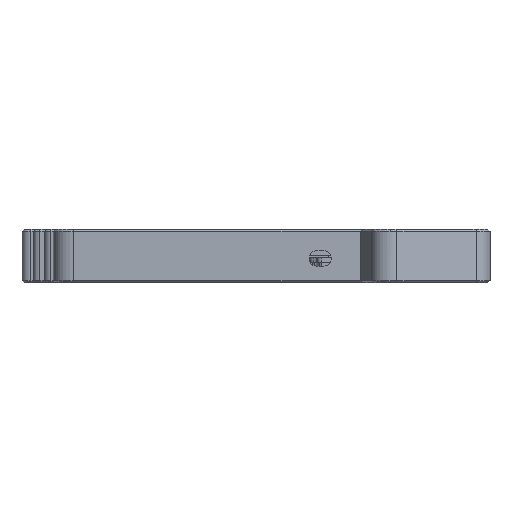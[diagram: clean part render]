
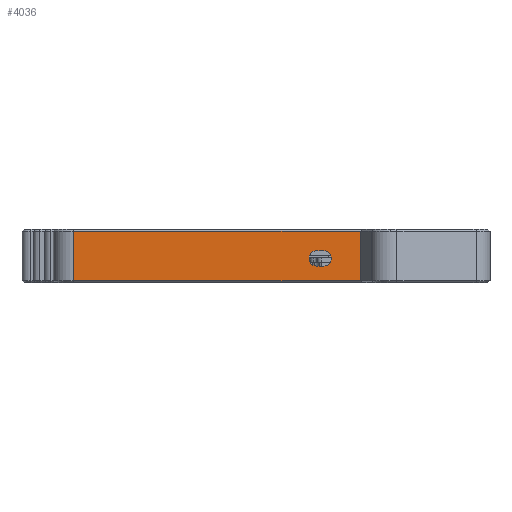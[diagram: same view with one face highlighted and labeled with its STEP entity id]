
A CAD part, left-side view. The second image highlights one B-rep face of the part: STEP entity #4036.
In plain terms, the highlighted planar face has unit normal (-1, 0, 0).
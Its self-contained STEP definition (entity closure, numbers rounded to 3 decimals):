
#1145=CARTESIAN_POINT('',(-57.72,-15.377,4.2));
#1146=VERTEX_POINT('',#1145);
#1147=CARTESIAN_POINT('',(-57.72,-13.837,4.2));
#1148=VERTEX_POINT('',#1147);
#1149=CARTESIAN_POINT('',(-57.72,-15.377,4.2));
#1150=DIRECTION('',(0.,1.,0.));
#1151=VECTOR('',#1150,1.54);
#1152=LINE('',#1149,#1151);
#1153=EDGE_CURVE('',#1146,#1148,#1152,.T.);
#2567=CARTESIAN_POINT('',(-57.72,-12.107,2.47));
#2568=VERTEX_POINT('',#2567);
#2575=CARTESIAN_POINT('',(-57.72,-12.107,2.467));
#2576=VERTEX_POINT('',#2575);
#2577=CARTESIAN_POINT('',(-57.72,-12.107,2.47));
#2578=DIRECTION('',(0.,0.,-1.));
#2579=VECTOR('',#2578,0.003);
#2580=LINE('',#2577,#2579);
#2581=EDGE_CURVE('',#2568,#2576,#2580,.T.);
#2597=CARTESIAN_POINT('',(-57.72,-17.107,2.467));
#2598=VERTEX_POINT('',#2597);
#2599=CARTESIAN_POINT('',(-57.72,-17.107,2.47));
#2600=VERTEX_POINT('',#2599);
#2601=CARTESIAN_POINT('',(-57.72,-17.107,2.467));
#2602=DIRECTION('',(-0.,0.,1.));
#2603=VECTOR('',#2602,0.003);
#2604=LINE('',#2601,#2603);
#2605=EDGE_CURVE('',#2598,#2600,#2604,.T.);
#3954=CARTESIAN_POINT('',(-57.72,43.248,16.));
#3955=DIRECTION('',(-1.,0.,-0.));
#3956=DIRECTION('',(-0.,-1.,0.));
#3957=AXIS2_PLACEMENT_3D('',#3954,#3955,#3956);
#3958=PLANE('',#3957);
#3959=ORIENTED_EDGE('',*,*,#2581,.F.);
#3960=CARTESIAN_POINT('',(-57.72,-13.837,2.47));
#3961=DIRECTION('',(1.,-0.,0.));
#3962=DIRECTION('',(-0.,-1.,0.));
#3963=AXIS2_PLACEMENT_3D('',#3960,#3961,#3962);
#3964=CIRCLE('',#3963,1.73);
#3965=EDGE_CURVE('',#2568,#1148,#3964,.T.);
#3966=ORIENTED_EDGE('',*,*,#3965,.T.);
#3967=ORIENTED_EDGE('',*,*,#1153,.F.);
#3968=CARTESIAN_POINT('',(-57.72,-15.377,2.47));
#3969=DIRECTION('',(1.,-0.,0.));
#3970=DIRECTION('',(-0.,-1.,0.));
#3971=AXIS2_PLACEMENT_3D('',#3968,#3969,#3970);
#3972=CIRCLE('',#3971,1.73);
#3973=EDGE_CURVE('',#1146,#2600,#3972,.T.);
#3974=ORIENTED_EDGE('',*,*,#3973,.T.);
#3975=ORIENTED_EDGE('',*,*,#2605,.F.);
#3976=CARTESIAN_POINT('',(-57.72,-15.377,0.737));
#3977=VERTEX_POINT('',#3976);
#3978=CARTESIAN_POINT('',(-57.72,-15.377,2.467));
#3979=DIRECTION('',(1.,-0.,0.));
#3980=DIRECTION('',(-0.,-1.,0.));
#3981=AXIS2_PLACEMENT_3D('',#3978,#3979,#3980);
#3982=CIRCLE('',#3981,1.73);
#3983=EDGE_CURVE('',#2598,#3977,#3982,.T.);
#3984=ORIENTED_EDGE('',*,*,#3983,.T.);
#3985=CARTESIAN_POINT('',(-57.72,-13.837,0.737));
#3986=VERTEX_POINT('',#3985);
#3987=CARTESIAN_POINT('',(-57.72,-13.837,0.737));
#3988=DIRECTION('',(-0.,-1.,0.));
#3989=VECTOR('',#3988,1.54);
#3990=LINE('',#3987,#3989);
#3991=EDGE_CURVE('',#3986,#3977,#3990,.T.);
#3992=ORIENTED_EDGE('',*,*,#3991,.F.);
#3993=CARTESIAN_POINT('',(-57.72,-13.837,2.467));
#3994=DIRECTION('',(1.,-0.,0.));
#3995=DIRECTION('',(-0.,-1.,0.));
#3996=AXIS2_PLACEMENT_3D('',#3993,#3994,#3995);
#3997=CIRCLE('',#3996,1.73);
#3998=EDGE_CURVE('',#3986,#2576,#3997,.T.);
#3999=ORIENTED_EDGE('',*,*,#3998,.T.);
#4000=EDGE_LOOP('',(#3959,#3966,#3967,#3974,#3975,#3984,#3992,#3999));
#4001=FACE_BOUND('',#4000,.T.);
#4002=CARTESIAN_POINT('',(-57.72,-23.573,8.5));
#4003=VERTEX_POINT('',#4002);
#4004=CARTESIAN_POINT('',(-57.72,-23.573,-2.5));
#4005=VERTEX_POINT('',#4004);
#4006=CARTESIAN_POINT('',(-57.72,-23.573,8.5));
#4007=DIRECTION('',(0.,-0.,-1.));
#4008=VECTOR('',#4007,11.);
#4009=LINE('',#4006,#4008);
#4010=EDGE_CURVE('',#4003,#4005,#4009,.T.);
#4011=ORIENTED_EDGE('',*,*,#4010,.F.);
#4012=CARTESIAN_POINT('',(-57.72,40.748,8.5));
#4013=VERTEX_POINT('',#4012);
#4014=CARTESIAN_POINT('',(-57.72,-23.573,8.5));
#4015=DIRECTION('',(0.,1.,0.));
#4016=VECTOR('',#4015,64.321);
#4017=LINE('',#4014,#4016);
#4018=EDGE_CURVE('',#4003,#4013,#4017,.T.);
#4019=ORIENTED_EDGE('',*,*,#4018,.T.);
#4020=CARTESIAN_POINT('',(-57.72,40.748,-2.5));
#4021=VERTEX_POINT('',#4020);
#4022=CARTESIAN_POINT('',(-57.72,40.748,8.5));
#4023=DIRECTION('',(0.,-0.,-1.));
#4024=VECTOR('',#4023,11.);
#4025=LINE('',#4022,#4024);
#4026=EDGE_CURVE('',#4013,#4021,#4025,.T.);
#4027=ORIENTED_EDGE('',*,*,#4026,.T.);
#4028=CARTESIAN_POINT('',(-57.72,40.748,-2.5));
#4029=DIRECTION('',(-0.,-1.,0.));
#4030=VECTOR('',#4029,64.321);
#4031=LINE('',#4028,#4030);
#4032=EDGE_CURVE('',#4021,#4005,#4031,.T.);
#4033=ORIENTED_EDGE('',*,*,#4032,.T.);
#4034=EDGE_LOOP('',(#4011,#4019,#4027,#4033));
#4035=FACE_BOUND('',#4034,.T.);
#4036=ADVANCED_FACE('',(#4001,#4035),#3958,.T.);
